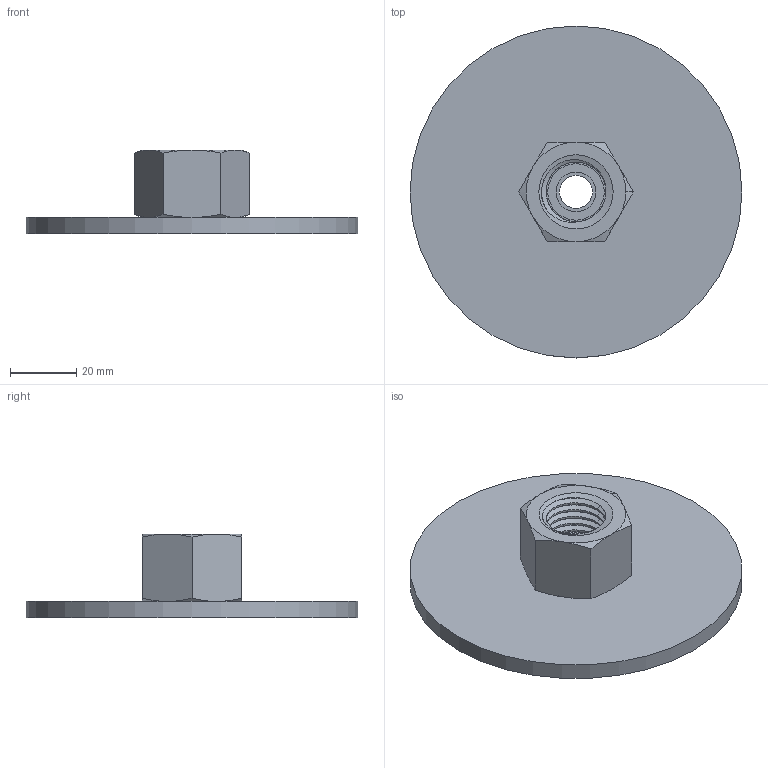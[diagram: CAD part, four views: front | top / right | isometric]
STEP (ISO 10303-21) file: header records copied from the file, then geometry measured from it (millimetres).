
FILE_DESCRIPTION(('FreeCAD Model'),'2;1');
FILE_NAME('Open CASCADE Shape Model','2026-01-14T19:48:38',(''),(''), 'Open CASCADE STEP processor 7.8','FreeCAD','Unknown');
FILE_SCHEMA(('AUTOMOTIVE_DESIGN { 1 0 10303 214 1 1 1 1 }'));
Length unit declared in the file: millimetre
Products named in the file (3): Part; spinning; seal
Assembly tree (2 placements, depth 2):
  Part
    spinning
    seal
Bounding box: 100 x 100 x 25.3 mm (x, y, z)
Volume: 42628 mm3; surface area: 24428.4 mm2
Topology: 2 solids, 2 shells, 221 faces, 539 edges, 349 vertices
Faces by surface type: plane 109, cylinder 69, bspline 27, cone 16
Full cylindrical faces by diameter (mm): 10 x1, 12 x1, 17 x1, 17.994 x7, 100 x1
Entity records: 19169 total; most frequent: CARTESIAN_POINT 8350, DIRECTION 1994, LINE 1124, VECTOR 1124, ORIENTED_EDGE 1078, PCURVE 1078, DEFINITIONAL_REPRESENTATION 1078, EDGE_CURVE 539
